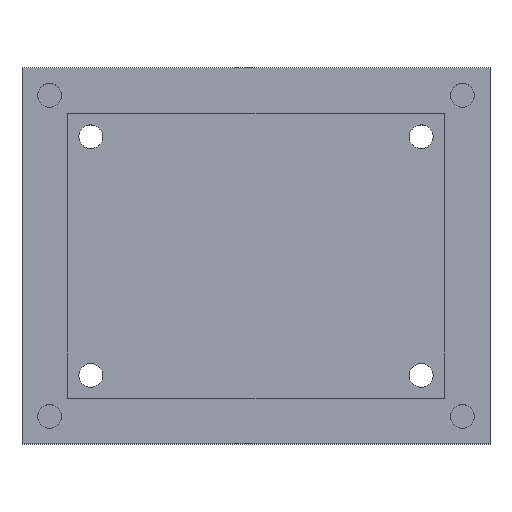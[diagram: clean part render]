
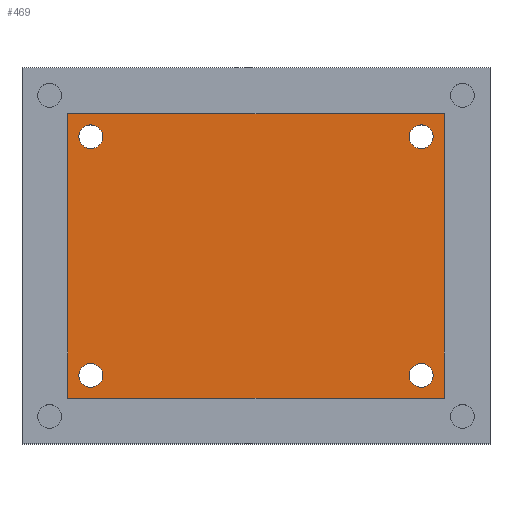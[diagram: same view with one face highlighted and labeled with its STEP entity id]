
A CAD part, top view. The second image highlights one B-rep face of the part: STEP entity #469.
In plain terms, the highlighted planar face has unit normal (0, 0, 1).
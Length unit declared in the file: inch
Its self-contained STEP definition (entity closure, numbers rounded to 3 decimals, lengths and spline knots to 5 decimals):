
#21=FACE_BOUND('',#104,.T.);
#22=FACE_BOUND('',#105,.T.);
#23=FACE_BOUND('',#106,.T.);
#24=FACE_BOUND('',#107,.T.);
#45=PLANE('',#525);
#71=FACE_OUTER_BOUND('',#103,.T.);
#103=EDGE_LOOP('',(#417,#418,#419,#420,#421,#422,#423,#424));
#104=EDGE_LOOP('',(#425));
#105=EDGE_LOOP('',(#426));
#106=EDGE_LOOP('',(#427));
#107=EDGE_LOOP('',(#428));
#120=LINE('',#694,#164);
#125=LINE('',#705,#169);
#127=LINE('',#709,#171);
#131=LINE('',#716,#175);
#132=LINE('',#719,#176);
#135=LINE('',#725,#179);
#138=LINE('',#730,#182);
#147=LINE('',#747,#191);
#164=VECTOR('',#570,0.3937);
#169=VECTOR('',#579,0.3937);
#171=VECTOR('',#583,0.3937);
#175=VECTOR('',#587,0.3937);
#176=VECTOR('',#590,0.3937);
#179=VECTOR('',#595,0.3937);
#182=VECTOR('',#600,0.3937);
#191=VECTOR('',#613,0.3937);
#209=CIRCLE('',#514,0.065);
#211=CIRCLE('',#517,0.065);
#213=CIRCLE('',#520,0.065);
#215=CIRCLE('',#523,0.065);
#226=VERTEX_POINT('',#688);
#228=VERTEX_POINT('',#692);
#231=VERTEX_POINT('',#702);
#232=VERTEX_POINT('',#704);
#233=VERTEX_POINT('',#708);
#236=VERTEX_POINT('',#714);
#237=VERTEX_POINT('',#718);
#239=VERTEX_POINT('',#724);
#249=VERTEX_POINT('',#759);
#251=VERTEX_POINT('',#765);
#253=VERTEX_POINT('',#771);
#255=VERTEX_POINT('',#777);
#272=EDGE_CURVE('',#226,#228,#120,.T.);
#277=EDGE_CURVE('',#231,#232,#125,.T.);
#279=EDGE_CURVE('',#233,#232,#127,.T.);
#283=EDGE_CURVE('',#228,#236,#131,.T.);
#284=EDGE_CURVE('',#237,#233,#132,.T.);
#287=EDGE_CURVE('',#239,#237,#135,.T.);
#290=EDGE_CURVE('',#236,#239,#138,.T.);
#299=EDGE_CURVE('',#226,#231,#147,.T.);
#305=EDGE_CURVE('',#249,#249,#209,.T.);
#308=EDGE_CURVE('',#251,#251,#211,.T.);
#311=EDGE_CURVE('',#253,#253,#213,.T.);
#314=EDGE_CURVE('',#255,#255,#215,.T.);
#417=ORIENTED_EDGE('',*,*,#287,.T.);
#418=ORIENTED_EDGE('',*,*,#284,.T.);
#419=ORIENTED_EDGE('',*,*,#279,.T.);
#420=ORIENTED_EDGE('',*,*,#277,.F.);
#421=ORIENTED_EDGE('',*,*,#299,.F.);
#422=ORIENTED_EDGE('',*,*,#272,.T.);
#423=ORIENTED_EDGE('',*,*,#283,.T.);
#424=ORIENTED_EDGE('',*,*,#290,.T.);
#425=ORIENTED_EDGE('',*,*,#314,.T.);
#426=ORIENTED_EDGE('',*,*,#311,.T.);
#427=ORIENTED_EDGE('',*,*,#308,.T.);
#428=ORIENTED_EDGE('',*,*,#305,.T.);
#469=ADVANCED_FACE('',(#71,#21,#22,#23,#24),#45,.T.);
#514=AXIS2_PLACEMENT_3D('',#760,#627,#628);
#517=AXIS2_PLACEMENT_3D('',#766,#634,#635);
#520=AXIS2_PLACEMENT_3D('',#772,#641,#642);
#523=AXIS2_PLACEMENT_3D('',#778,#648,#649);
#525=AXIS2_PLACEMENT_3D('',#782,#653,#654);
#570=DIRECTION('',(1.,0.,0.));
#579=DIRECTION('',(1.,0.,0.));
#583=DIRECTION('',(0.,-1.,0.));
#587=DIRECTION('',(0.,-1.,0.));
#590=DIRECTION('',(-1.,0.,0.));
#595=DIRECTION('',(0.,1.,0.));
#600=DIRECTION('',(1.,0.,0.));
#613=DIRECTION('',(0.,1.,0.));
#627=DIRECTION('center_axis',(0.,0.,-1.));
#628=DIRECTION('ref_axis',(1.,0.,0.));
#634=DIRECTION('center_axis',(0.,0.,-1.));
#635=DIRECTION('ref_axis',(1.,0.,0.));
#641=DIRECTION('center_axis',(0.,0.,-1.));
#642=DIRECTION('ref_axis',(1.,0.,0.));
#648=DIRECTION('center_axis',(0.,0.,-1.));
#649=DIRECTION('ref_axis',(1.,0.,0.));
#653=DIRECTION('center_axis',(0.,0.,1.));
#654=DIRECTION('ref_axis',(1.,0.,0.));
#688=CARTESIAN_POINT('',(-1.275,0.075,0.25));
#692=CARTESIAN_POINT('',(-1.025,0.075,0.25));
#694=CARTESIAN_POINT('',(-1.275,0.075,0.25));
#702=CARTESIAN_POINT('',(-1.275,0.575,0.25));
#704=CARTESIAN_POINT('',(-1.025,0.575,0.25));
#705=CARTESIAN_POINT('',(-1.275,0.575,0.25));
#708=CARTESIAN_POINT('',(-1.025,0.775,0.25));
#709=CARTESIAN_POINT('',(-1.025,0.775,0.25));
#714=CARTESIAN_POINT('',(-1.025,-0.775,0.25));
#716=CARTESIAN_POINT('',(-1.025,0.775,0.25));
#718=CARTESIAN_POINT('',(1.025,0.775,0.25));
#719=CARTESIAN_POINT('',(1.025,0.775,0.25));
#724=CARTESIAN_POINT('',(1.025,-0.775,0.25));
#725=CARTESIAN_POINT('',(1.025,-0.775,0.25));
#730=CARTESIAN_POINT('',(-1.025,-0.775,0.25));
#747=CARTESIAN_POINT('',(-1.275,0.55,0.25));
#759=CARTESIAN_POINT('',(-0.965,0.65,0.25));
#760=CARTESIAN_POINT('Origin',(-0.9,0.65,0.25));
#765=CARTESIAN_POINT('',(0.835,-0.65,0.25));
#766=CARTESIAN_POINT('Origin',(0.9,-0.65,0.25));
#771=CARTESIAN_POINT('',(0.835,0.65,0.25));
#772=CARTESIAN_POINT('Origin',(0.9,0.65,0.25));
#777=CARTESIAN_POINT('',(-0.965,-0.65,0.25));
#778=CARTESIAN_POINT('Origin',(-0.9,-0.65,0.25));
#782=CARTESIAN_POINT('Origin',(0.,0.,0.25));
